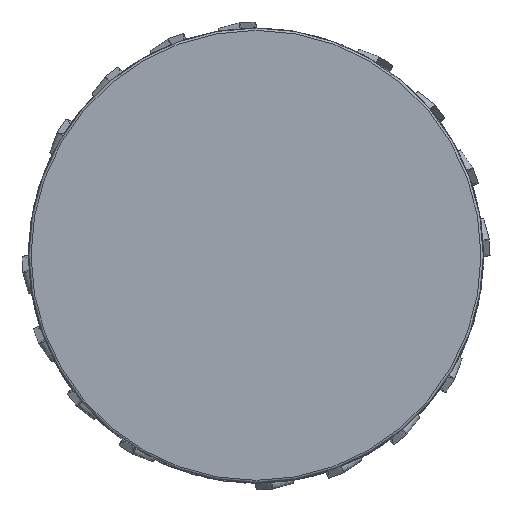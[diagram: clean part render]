
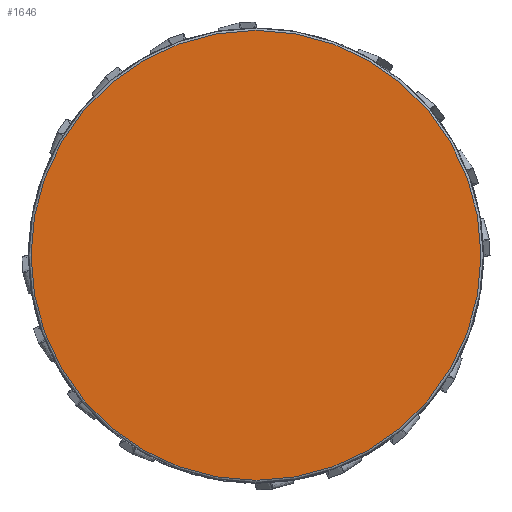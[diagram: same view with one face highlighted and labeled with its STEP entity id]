
A CAD part, top view. The second image highlights one B-rep face of the part: STEP entity #1646.
In plain terms, the highlighted planar face has unit normal (0, 0, 1).
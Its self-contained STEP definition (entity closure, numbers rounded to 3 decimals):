
#499=PLANE('',#9158);
#1304=FACE_OUTER_BOUND('',#3478,.T.);
#1646=ADVANCED_FACE('CLONE_TP_FACE',(#1304),#499,.T.);
#3478=EDGE_LOOP('',(#4376));
#4376=ORIENTED_EDGE('',*,*,#7572,.T.);
#6650=VERTEX_POINT('',#14004);
#7572=EDGE_CURVE('',#6650,#6650,#8629,.T.);
#8629=CIRCLE('',#9131,48.84);
#9131=AXIS2_PLACEMENT_3D('',#14003,#10383,#10384);
#9158=AXIS2_PLACEMENT_3D('',#14201,#10439,#10440);
#10383=DIRECTION('',(0.,0.,1.));
#10384=DIRECTION('',(1.,0.,0.));
#10439=DIRECTION('',(0.,0.,1.));
#10440=DIRECTION('',(1.,0.,0.));
#14003=CARTESIAN_POINT('',(0.,0.,0.));
#14004=CARTESIAN_POINT('',(48.84,0.,0.));
#14201=CARTESIAN_POINT('',(0.,-19.056,0.));
